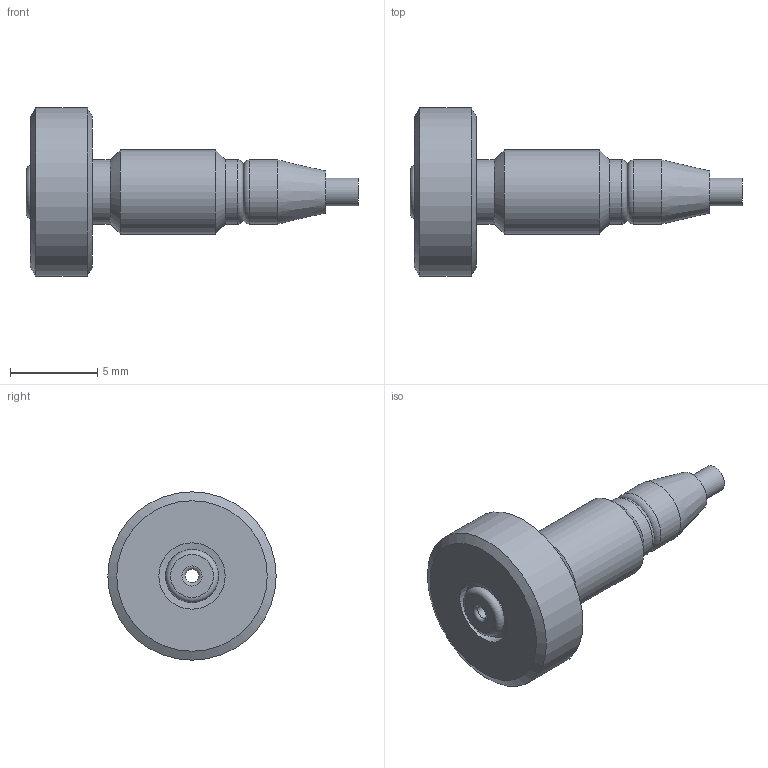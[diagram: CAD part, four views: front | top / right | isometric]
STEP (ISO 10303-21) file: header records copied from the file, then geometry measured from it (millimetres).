
FILE_DESCRIPTION((''),'2;1');
FILE_NAME('305055-VISF-1 Syringe adaptor.stp','2008-08-08T12:45:04',('Franzp'),(''),'Autodesk Inventor 2008','Autodesk Inventor 2008','');
FILE_SCHEMA(('AUTOMOTIVE_DESIGN { 1 0 10303 214 1 1 1 1 }'));
Length unit declared in the file: millimetre
Products named in the file (4): 305055; 310164; 310162; 310163
Assembly tree (3 placements, depth 2):
  305055
    310164
    310162
    310163
Bounding box: 19.05 x 9.65 x 9.65 mm (x, y, z)
Volume: 422.6 mm3; surface area: 667.6 mm2
Topology: 3 solids, 3 shells, 31 faces, 55 edges, 34 vertices
Faces by surface type: plane 10, cylinder 8, cone 7, torus 4, bspline 2
Full cylindrical faces by diameter (mm): 1.575 x1, 1.72 x1, 3.683 x1, 3.684 x2, 3.81 x1, 4.826 x1, 9.652 x1
Entity records: 791 total; most frequent: CARTESIAN_POINT 134, DIRECTION 134, AXIS2_PLACEMENT_3D 67, ORIENTED_EDGE 62, EDGE_LOOP 62, VERTEX_POINT 31, CIRCLE 31, EDGE_CURVE 31
